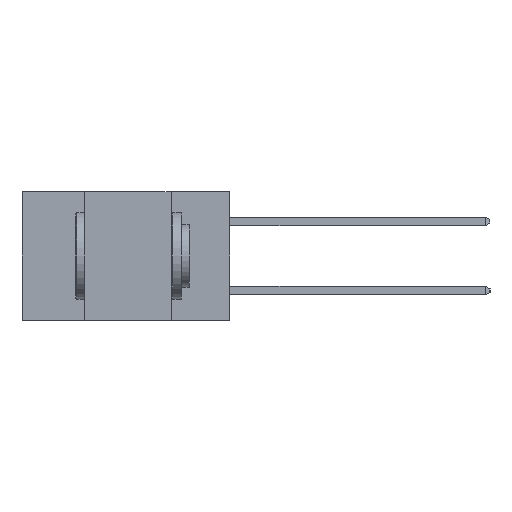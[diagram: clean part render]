
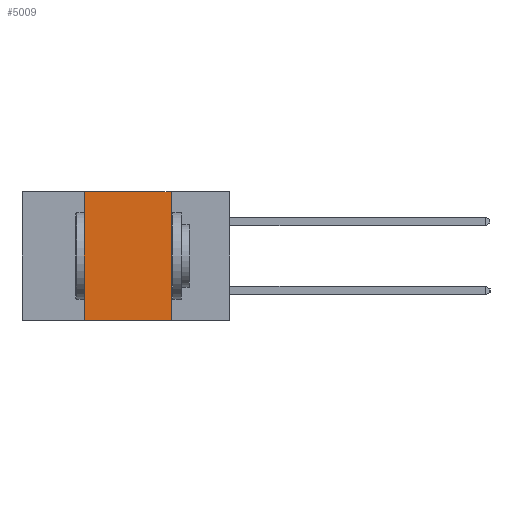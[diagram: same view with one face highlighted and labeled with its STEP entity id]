
A CAD part, left-side view. The second image highlights one B-rep face of the part: STEP entity #5009.
In plain terms, the highlighted planar face has unit normal (-1, 0, 0).
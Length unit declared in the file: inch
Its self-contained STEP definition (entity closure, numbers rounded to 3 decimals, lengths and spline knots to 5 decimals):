
#589 = DIRECTION ( 'NONE',  ( 0., -1., 0. ) ) ;
#594 = VECTOR ( 'NONE', #1839, 39.37008 ) ;
#1070 = CARTESIAN_POINT ( 'NONE',  ( 0., 0.42, -0.37 ) ) ;
#1232 = EDGE_CURVE ( 'NONE', #11053, #4672, #9371, .T. ) ;
#1839 = DIRECTION ( 'NONE',  ( 0., 0., -1. ) ) ;
#1863 = DIRECTION ( 'NONE',  ( 1., 0., 0. ) ) ;
#1910 = LINE ( 'NONE', #6763, #10774 ) ;
#2067 = ORIENTED_EDGE ( 'NONE', *, *, #1232, .T. ) ;
#2312 = DIRECTION ( 'NONE',  ( 0., 0., 1. ) ) ;
#2363 = ORIENTED_EDGE ( 'NONE', *, *, #3694, .F. ) ;
#2997 = EDGE_LOOP ( 'NONE', ( #9257, #4776, #2363, #2067 ) ) ;
#3010 = LINE ( 'NONE', #6336, #594 ) ;
#3472 = FACE_OUTER_BOUND ( 'NONE', #2997, .T. ) ;
#3694 = EDGE_CURVE ( 'NONE', #11053, #5784, #1910, .T. ) ;
#4605 = CARTESIAN_POINT ( 'NONE',  ( 0., 0.6, 0. ) ) ;
#4672 = VERTEX_POINT ( 'NONE', #8209 ) ;
#4776 = ORIENTED_EDGE ( 'NONE', *, *, #4894, .F. ) ;
#4875 = LINE ( 'NONE', #8542, #11000 ) ;
#4894 = EDGE_CURVE ( 'NONE', #5784, #11172, #4875, .T. ) ;
#5009 = ADVANCED_FACE ( 'NONE', ( #3472 ), #10440, .F. ) ;
#5784 = VERTEX_POINT ( 'NONE', #8409 ) ;
#6091 = EDGE_CURVE ( 'NONE', #11172, #4672, #3010, .T. ) ;
#6336 = CARTESIAN_POINT ( 'NONE',  ( 0., 0.17, -0.37 ) ) ;
#6623 = CARTESIAN_POINT ( 'NONE',  ( 0., 0.17, 0. ) ) ;
#6763 = CARTESIAN_POINT ( 'NONE',  ( 0., 0.42, -0.37 ) ) ;
#7217 = VECTOR ( 'NONE', #7707, 39.37008 ) ;
#7644 = CARTESIAN_POINT ( 'NONE',  ( 0., 0.6, -0.37 ) ) ;
#7707 = DIRECTION ( 'NONE',  ( 0., -1., 0. ) ) ;
#8058 = DIRECTION ( 'NONE',  ( 0., 0., -1. ) ) ;
#8209 = CARTESIAN_POINT ( 'NONE',  ( 0., 0.17, -0.37 ) ) ;
#8409 = CARTESIAN_POINT ( 'NONE',  ( 0., 0.42, 0. ) ) ;
#8441 = AXIS2_PLACEMENT_3D ( 'NONE', #4605, #1863, #8058 ) ;
#8542 = CARTESIAN_POINT ( 'NONE',  ( 0., 0.6, 0. ) ) ;
#9257 = ORIENTED_EDGE ( 'NONE', *, *, #6091, .F. ) ;
#9371 = LINE ( 'NONE', #7644, #7217 ) ;
#10440 = PLANE ( 'NONE',  #8441 ) ;
#10774 = VECTOR ( 'NONE', #2312, 39.37008 ) ;
#11000 = VECTOR ( 'NONE', #589, 39.37008 ) ;
#11053 = VERTEX_POINT ( 'NONE', #1070 ) ;
#11172 = VERTEX_POINT ( 'NONE', #6623 ) ;
